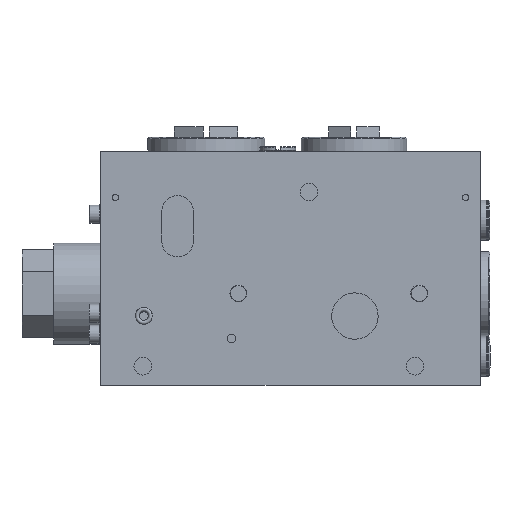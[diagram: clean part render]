
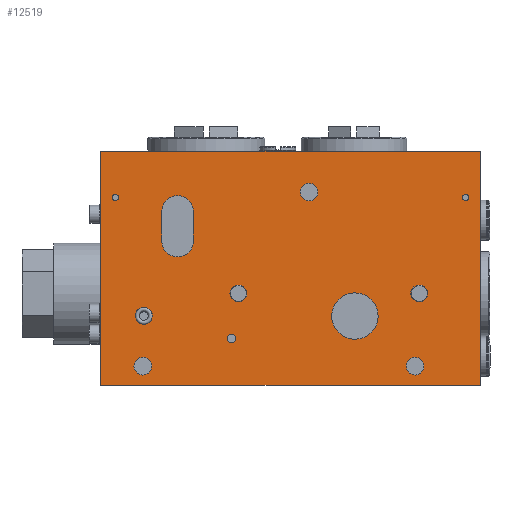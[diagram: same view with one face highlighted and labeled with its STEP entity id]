
A CAD part, front view. The second image highlights one B-rep face of the part: STEP entity #12519.
In plain terms, the highlighted planar face has unit normal (0, -1, 0).
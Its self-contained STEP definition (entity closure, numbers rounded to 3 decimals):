
#517=PLANE('',#13523);
#940=CIRCLE('',#13371,4.188);
#942=CIRCLE('',#13374,4.188);
#944=CIRCLE('',#13377,4.188);
#947=CIRCLE('',#13383,7.5);
#949=CIRCLE('',#13386,7.5);
#950=CIRCLE('',#13388,4.);
#952=CIRCLE('',#13391,4.);
#954=CIRCLE('',#13394,11.);
#958=CIRCLE('',#13400,2.);
#960=CIRCLE('',#13403,1.5);
#962=CIRCLE('',#13406,1.5);
#1041=CIRCLE('',#13524,3.9);
#1684=ORIENTED_EDGE('',*,*,#3712,.T.);
#1685=ORIENTED_EDGE('',*,*,#3710,.T.);
#1686=ORIENTED_EDGE('',*,*,#3708,.T.);
#1687=ORIENTED_EDGE('',*,*,#3854,.T.);
#1688=ORIENTED_EDGE('',*,*,#3704,.T.);
#1689=ORIENTED_EDGE('',*,*,#3702,.T.);
#1690=ORIENTED_EDGE('',*,*,#3700,.T.);
#1691=ORIENTED_EDGE('',*,*,#3690,.F.);
#1692=ORIENTED_EDGE('',*,*,#3697,.F.);
#1693=ORIENTED_EDGE('',*,*,#3694,.F.);
#1694=ORIENTED_EDGE('',*,*,#3699,.F.);
#1695=ORIENTED_EDGE('',*,*,#3686,.T.);
#1696=ORIENTED_EDGE('',*,*,#3684,.T.);
#1697=ORIENTED_EDGE('',*,*,#3682,.T.);
#1698=ORIENTED_EDGE('',*,*,#3849,.F.);
#1699=ORIENTED_EDGE('',*,*,#3852,.F.);
#1700=ORIENTED_EDGE('',*,*,#3801,.F.);
#1701=ORIENTED_EDGE('',*,*,#3824,.F.);
#3682=EDGE_CURVE('',#4787,#4787,#940,.T.);
#3684=EDGE_CURVE('',#4789,#4789,#942,.T.);
#3686=EDGE_CURVE('',#4791,#4791,#944,.T.);
#3690=EDGE_CURVE('',#4795,#4796,#5697,.T.);
#3694=EDGE_CURVE('',#4799,#4800,#5701,.T.);
#3697=EDGE_CURVE('',#4800,#4795,#947,.T.);
#3699=EDGE_CURVE('',#4796,#4799,#949,.T.);
#3700=EDGE_CURVE('',#4801,#4801,#950,.T.);
#3702=EDGE_CURVE('',#4803,#4803,#952,.T.);
#3704=EDGE_CURVE('',#4805,#4805,#954,.T.);
#3708=EDGE_CURVE('',#4809,#4809,#958,.T.);
#3710=EDGE_CURVE('',#4811,#4811,#960,.T.);
#3712=EDGE_CURVE('',#4813,#4813,#962,.T.);
#3801=EDGE_CURVE('',#4900,#4901,#5705,.T.);
#3824=EDGE_CURVE('',#4923,#4900,#5709,.T.);
#3849=EDGE_CURVE('',#4946,#4923,#5714,.T.);
#3852=EDGE_CURVE('',#4901,#4946,#5717,.T.);
#3854=EDGE_CURVE('',#4948,#4948,#1041,.T.);
#4787=VERTEX_POINT('',#17706);
#4789=VERTEX_POINT('',#17711);
#4791=VERTEX_POINT('',#17716);
#4795=VERTEX_POINT('',#17724);
#4796=VERTEX_POINT('',#17726);
#4799=VERTEX_POINT('',#17733);
#4800=VERTEX_POINT('',#17735);
#4801=VERTEX_POINT('',#17745);
#4803=VERTEX_POINT('',#17750);
#4805=VERTEX_POINT('',#17755);
#4809=VERTEX_POINT('',#17765);
#4811=VERTEX_POINT('',#17770);
#4813=VERTEX_POINT('',#17775);
#4900=VERTEX_POINT('',#18041);
#4901=VERTEX_POINT('',#18042);
#4923=VERTEX_POINT('',#18159);
#4946=VERTEX_POINT('',#18252);
#4948=VERTEX_POINT('',#18262);
#5697=LINE('',#17725,#6138);
#5701=LINE('',#17734,#6142);
#5705=LINE('',#18040,#6146);
#5709=LINE('',#18158,#6150);
#5714=LINE('',#18251,#6155);
#5717=LINE('',#18257,#6158);
#6138=VECTOR('',#14696,1000.);
#6142=VECTOR('',#14702,1000.);
#6146=VECTOR('',#14960,1000.);
#6150=VECTOR('',#14972,1000.);
#6155=VECTOR('',#14995,1000.);
#6158=VECTOR('',#15000,1000.);
#6712=EDGE_LOOP('',(#1684));
#6713=EDGE_LOOP('',(#1685));
#6714=EDGE_LOOP('',(#1686));
#6715=EDGE_LOOP('',(#1687));
#6716=EDGE_LOOP('',(#1688));
#6717=EDGE_LOOP('',(#1689));
#6718=EDGE_LOOP('',(#1690));
#6719=EDGE_LOOP('',(#1691,#1692,#1693,#1694));
#6720=EDGE_LOOP('',(#1695));
#6721=EDGE_LOOP('',(#1696));
#6722=EDGE_LOOP('',(#1697));
#6723=EDGE_LOOP('',(#1698,#1699,#1700,#1701));
#7977=FACE_BOUND('',#6712,.T.);
#7978=FACE_BOUND('',#6713,.T.);
#7979=FACE_BOUND('',#6714,.T.);
#7980=FACE_BOUND('',#6715,.T.);
#7981=FACE_BOUND('',#6716,.T.);
#7982=FACE_BOUND('',#6717,.T.);
#7983=FACE_BOUND('',#6718,.T.);
#7984=FACE_BOUND('',#6719,.T.);
#7985=FACE_BOUND('',#6720,.T.);
#7986=FACE_BOUND('',#6721,.T.);
#7987=FACE_BOUND('',#6722,.T.);
#7988=FACE_BOUND('',#6723,.T.);
#12519=ADVANCED_FACE('',(#7977,#7978,#7979,#7980,#7981,#7982,#7983,#7984,
#7985,#7986,#7987,#7988),#517,.F.);
#13371=AXIS2_PLACEMENT_3D('',#17705,#14676,#14677);
#13374=AXIS2_PLACEMENT_3D('',#17710,#14682,#14683);
#13377=AXIS2_PLACEMENT_3D('',#17715,#14688,#14689);
#13383=AXIS2_PLACEMENT_3D('',#17739,#14708,#14709);
#13386=AXIS2_PLACEMENT_3D('',#17742,#14714,#14715);
#13388=AXIS2_PLACEMENT_3D('',#17744,#14718,#14719);
#13391=AXIS2_PLACEMENT_3D('',#17749,#14724,#14725);
#13394=AXIS2_PLACEMENT_3D('',#17754,#14730,#14731);
#13400=AXIS2_PLACEMENT_3D('',#17764,#14742,#14743);
#13403=AXIS2_PLACEMENT_3D('',#17769,#14748,#14749);
#13406=AXIS2_PLACEMENT_3D('',#17774,#14754,#14755);
#13523=AXIS2_PLACEMENT_3D('',#18260,#15004,#15005);
#13524=AXIS2_PLACEMENT_3D('',#18261,#15006,#15007);
#14676=DIRECTION('',(0.,1.,0.));
#14677=DIRECTION('',(0.,0.,-1.));
#14682=DIRECTION('',(0.,1.,0.));
#14683=DIRECTION('',(0.,0.,-1.));
#14688=DIRECTION('',(0.,1.,0.));
#14689=DIRECTION('',(0.,0.,-1.));
#14696=DIRECTION('',(0.,0.,1.));
#14702=DIRECTION('',(0.,0.,-1.));
#14708=DIRECTION('',(0.,-1.,0.));
#14709=DIRECTION('',(-1.,0.,0.));
#14714=DIRECTION('',(0.,-1.,0.));
#14715=DIRECTION('',(1.,0.,0.));
#14718=DIRECTION('',(0.,1.,0.));
#14719=DIRECTION('',(0.,0.,-1.));
#14724=DIRECTION('',(0.,1.,0.));
#14725=DIRECTION('',(0.,0.,-1.));
#14730=DIRECTION('',(0.,1.,0.));
#14731=DIRECTION('',(0.,0.,-1.));
#14742=DIRECTION('',(0.,1.,0.));
#14743=DIRECTION('',(0.,0.,-1.));
#14748=DIRECTION('',(0.,1.,0.));
#14749=DIRECTION('',(0.,0.,-1.));
#14754=DIRECTION('',(0.,1.,0.));
#14755=DIRECTION('',(0.,0.,-1.));
#14960=DIRECTION('',(0.,0.,-1.));
#14972=DIRECTION('',(1.,0.,0.));
#14995=DIRECTION('',(0.,0.,1.));
#15000=DIRECTION('',(-1.,0.,0.));
#15004=DIRECTION('',(0.,1.,0.));
#15005=DIRECTION('',(0.,0.,1.));
#15006=DIRECTION('',(0.,1.,0.));
#15007=DIRECTION('',(0.,0.,-1.));
#17705=CARTESIAN_POINT('',(98.8,0.,-19.5));
#17706=CARTESIAN_POINT('',(98.8,0.,-23.688));
#17710=CARTESIAN_POINT('',(20.,0.,-102.));
#17711=CARTESIAN_POINT('',(20.,0.,-106.188));
#17715=CARTESIAN_POINT('',(149.,0.,-102.));
#17716=CARTESIAN_POINT('',(149.,0.,-106.188));
#17724=CARTESIAN_POINT('',(44.,0.,-42.7));
#17725=CARTESIAN_POINT('',(44.,0.,-42.7));
#17726=CARTESIAN_POINT('',(44.,0.,-28.7));
#17733=CARTESIAN_POINT('',(29.,0.,-28.7));
#17734=CARTESIAN_POINT('',(29.,0.,-28.7));
#17735=CARTESIAN_POINT('',(29.,0.,-42.7));
#17739=CARTESIAN_POINT('',(36.5,0.,-42.7));
#17742=CARTESIAN_POINT('',(36.5,0.,-28.7));
#17744=CARTESIAN_POINT('',(65.3,0.,-67.5));
#17745=CARTESIAN_POINT('',(65.3,0.,-71.5));
#17749=CARTESIAN_POINT('',(151.,0.,-67.5));
#17750=CARTESIAN_POINT('',(151.,0.,-71.5));
#17754=CARTESIAN_POINT('',(120.5,0.,-78.2));
#17755=CARTESIAN_POINT('',(120.5,0.,-89.2));
#17764=CARTESIAN_POINT('',(62.,0.,-88.8));
#17765=CARTESIAN_POINT('',(62.,0.,-90.8));
#17769=CARTESIAN_POINT('',(7.,0.,-22.));
#17770=CARTESIAN_POINT('',(7.,0.,-23.5));
#17774=CARTESIAN_POINT('',(173.,0.,-22.));
#17775=CARTESIAN_POINT('',(173.,0.,-23.5));
#18040=CARTESIAN_POINT('',(180.,0.,0.));
#18041=CARTESIAN_POINT('',(180.,0.,0.));
#18042=CARTESIAN_POINT('',(180.,0.,-111.));
#18158=CARTESIAN_POINT('',(0.,0.,0.));
#18159=CARTESIAN_POINT('',(0.,0.,0.));
#18251=CARTESIAN_POINT('',(0.,0.,-111.));
#18252=CARTESIAN_POINT('',(0.,0.,-111.));
#18257=CARTESIAN_POINT('',(180.,0.,-111.));
#18260=CARTESIAN_POINT('',(0.,0.,0.));
#18261=CARTESIAN_POINT('',(20.5,0.,-78.2));
#18262=CARTESIAN_POINT('',(20.5,0.,-82.1));
